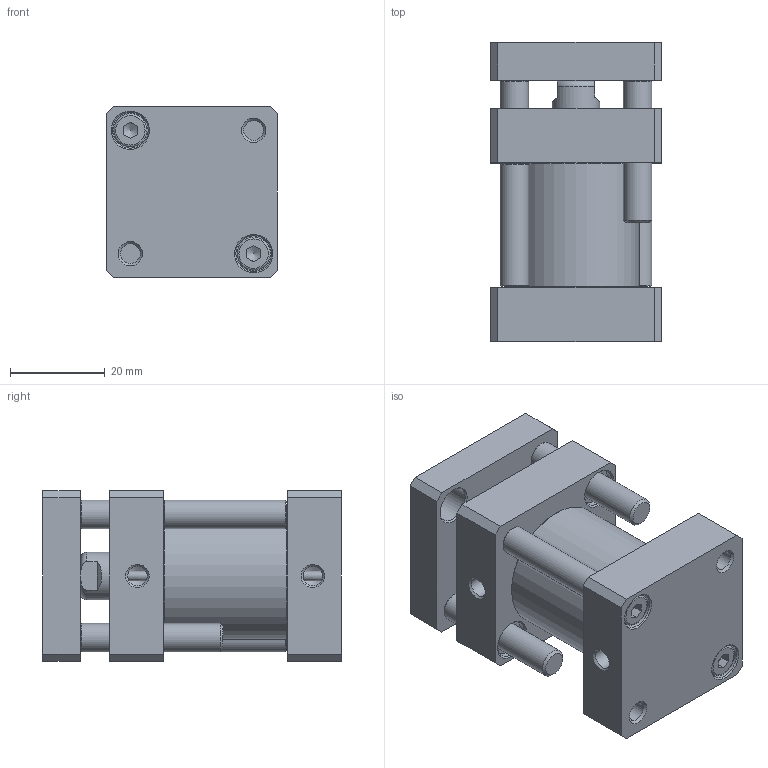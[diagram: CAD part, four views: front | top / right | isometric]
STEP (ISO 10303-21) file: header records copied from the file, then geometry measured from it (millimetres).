
FILE_DESCRIPTION((''),'2;1');
FILE_NAME('XDMA025.010.GS.F.stp','2014-05-12T11:44:58',('carlo.corazza'),(''),'Autodesk Inventor 2012','Autodesk Inventor 2012','');
FILE_SCHEMA(('AUTOMOTIVE_DESIGN { 1 0 10303 214 1 1 1 1 }'));
Length unit declared in the file: millimetre
Products named in the file (8): XDMA025..GS.F; TP; STELO-010; TAA; TIRANTI-010; CORPO-010; STAFFA; COLONNETTA-010
Assembly tree (9 placements, depth 2):
  XDMA025..GS.F
    TP
    STELO-010
    TAA
    TIRANTI-010  x2
    CORPO-010
    STAFFA
    COLONNETTA-010  x2
Bounding box: 36 x 63 x 36 mm (x, y, z)
Volume: 41970.7 mm3; surface area: 24681 mm2
Topology: 9 solids, 14 shells, 269 faces, 599 edges, 370 vertices
Faces by surface type: plane 114, cone 88, cylinder 55, torus 12
Full cylindrical faces by diameter (mm): 2 x2, 3.242 x4, 4.134 x7, 4.7 x2, 4.9 x2, 4.917 x1, 5 x2, 6 x6, 7 x6, 7.5 x8, 8 x5, 10 x2, 10.48 x1, 11.4 x1, 12 x1, 13.84 x1, 14 x2, 25 x1, 26.6 x1
Entity records: 6653 total; most frequent: CARTESIAN_POINT 1230, DIRECTION 1064, ORIENTED_EDGE 782, AXIS2_PLACEMENT_3D 451, EDGE_LOOP 446, EDGE_CURVE 391, VERTEX_POINT 317, STYLED_ITEM 260
